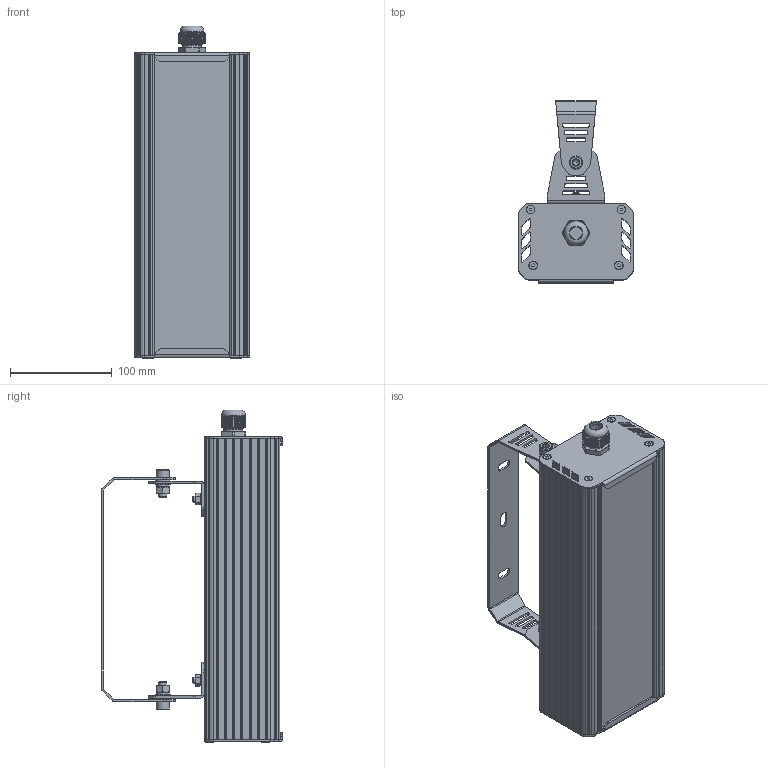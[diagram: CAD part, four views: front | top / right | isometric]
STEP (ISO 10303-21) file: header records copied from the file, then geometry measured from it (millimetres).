
FILE_DESCRIPTION(('STEP AP214'), '1');
FILE_NAME('001.0070.36.000 - ÃÑÏ-Ïðèìà-Îïòèê-40', '2023-09-24T10:41:28', (''), (''), 'C3D Converter', 'C3D Toolkit', '');
FILE_SCHEMA(('AUTOMOTIVE_DESIGN { 1 0 10303 214 3 1 1}'));
Length unit declared in the file: millimetre
Products named in the file (38): 001.0070.36.000
Assembly tree (131 placements, depth 3):
  001.0070.36.000
    (unnamed)
      (unnamed)
      (unnamed)  x4
      (unnamed)
      (unnamed)  x4
      (unnamed)
      (unnamed)  x12
      (unnamed)  x52
      (unnamed)  x4
      (unnamed)  x4
      (unnamed)  x4
      (unnamed)  x4
      (unnamed)  x4
      (unnamed)  x4
      (unnamed)  x4
      (unnamed)  x4
      (unnamed)
      (unnamed)
      (unnamed)
    (unnamed)
      (unnamed)
      (unnamed)
      (unnamed)  x2
      (unnamed)
      (unnamed)
      (unnamed)
      (unnamed)
      (unnamed)
      (unnamed)
      (unnamed)
      (unnamed)
      (unnamed)  x2
      (unnamed)
      (unnamed)
      (unnamed)
      (unnamed)
      (unnamed)
Bounding box: 112.19 x 178.44 x 326 mm (x, y, z)
Volume: 688751.4 mm3; surface area: 575482.8 mm2
Topology: 173 solids, 173 shells, 3227 faces, 8115 edges, 5450 vertices
Faces by surface type: plane 2065, cylinder 972, cone 98, bspline 68, torus 12, sphere 12
Full cylindrical faces by diameter (mm): 1 x12, 2 x8, 2.5 x16, 2.8 x100, 3.2 x12, 3.5 x24, 4 x8, 4.917 x2, 6 x4, 6.6 x2, 6.647 x2, 8 x10, 8.5 x4, 9 x56, 11 x2, 12 x1, 12.5 x1, 13 x2, 15 x4, 18.5 x3, 20 x1, 23.5 x1
Entity records: 93669 total; most frequent: CARTESIAN_POINT 36254, DIRECTION 10580, ORIENTED_EDGE 10358, EDGE_CURVE 5179, AXIS2_PLACEMENT_3D 3746, VERTEX_POINT 3571, LINE 3088, VECTOR 3088
